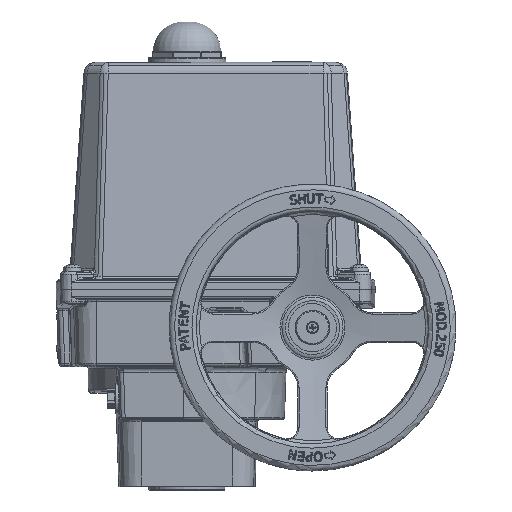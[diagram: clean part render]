
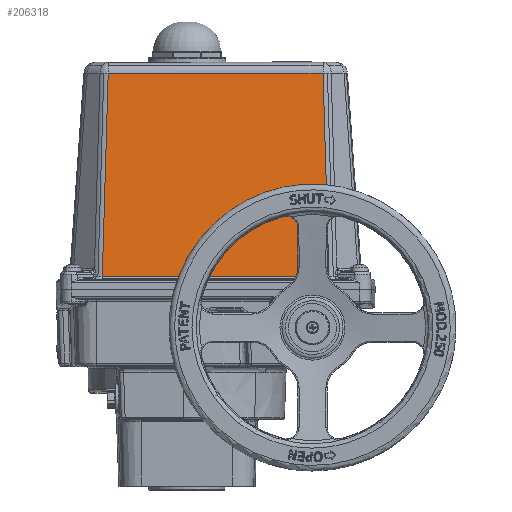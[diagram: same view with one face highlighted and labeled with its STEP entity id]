
A CAD part, left-side view. The second image highlights one B-rep face of the part: STEP entity #206318.
In plain terms, the highlighted planar face has unit normal (-0.998, 0, 0.07).
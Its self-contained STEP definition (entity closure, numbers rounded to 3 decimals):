
#192782=CARTESIAN_POINT('',(-100.676,73.717,183.291));
#192783=VERTEX_POINT('',#192782);
#193861=CARTESIAN_POINT('',(-100.676,-123.717,183.291));
#193862=VERTEX_POINT('',#193861);
#203548=CARTESIAN_POINT('',(-100.676,-123.717,183.291));
#203549=DIRECTION('',(-0.,1.,0.));
#203550=VECTOR('',#203549,197.435);
#203551=LINE('',#203548,#203550);
#203552=EDGE_CURVE('',#193862,#192783,#203551,.T.);
#204095=CARTESIAN_POINT('',(-88.305,68.593,360.198));
#204096=VERTEX_POINT('',#204095);
#204097=CARTESIAN_POINT('',(-100.676,73.717,183.291));
#204098=DIRECTION('',(0.07,-0.029,0.997));
#204099=VECTOR('',#204098,177.413);
#204100=LINE('',#204097,#204099);
#204101=EDGE_CURVE('',#192783,#204096,#204100,.T.);
#204755=CARTESIAN_POINT('',(-88.305,-118.593,360.198));
#204756=VERTEX_POINT('',#204755);
#206297=CARTESIAN_POINT('',(-101.5,-128.191,171.5));
#206298=DIRECTION('',(-0.998,-0.,0.07));
#206299=DIRECTION('',(0.,-1.,-0.));
#206300=AXIS2_PLACEMENT_3D('',#206297,#206298,#206299);
#206301=PLANE('',#206300);
#206302=ORIENTED_EDGE('',*,*,#203552,.F.);
#206303=CARTESIAN_POINT('',(-88.305,-118.593,360.198));
#206304=DIRECTION('',(-0.07,-0.029,-0.997));
#206305=VECTOR('',#206304,177.413);
#206306=LINE('',#206303,#206305);
#206307=EDGE_CURVE('',#204756,#193862,#206306,.T.);
#206308=ORIENTED_EDGE('',*,*,#206307,.F.);
#206309=CARTESIAN_POINT('',(-88.305,68.593,360.198));
#206310=DIRECTION('',(0.,-1.,-0.));
#206311=VECTOR('',#206310,187.187);
#206312=LINE('',#206309,#206311);
#206313=EDGE_CURVE('',#204096,#204756,#206312,.T.);
#206314=ORIENTED_EDGE('',*,*,#206313,.F.);
#206315=ORIENTED_EDGE('',*,*,#204101,.F.);
#206316=EDGE_LOOP('',(#206302,#206308,#206314,#206315));
#206317=FACE_BOUND('',#206316,.T.);
#206318=ADVANCED_FACE('',(#206317),#206301,.T.);
